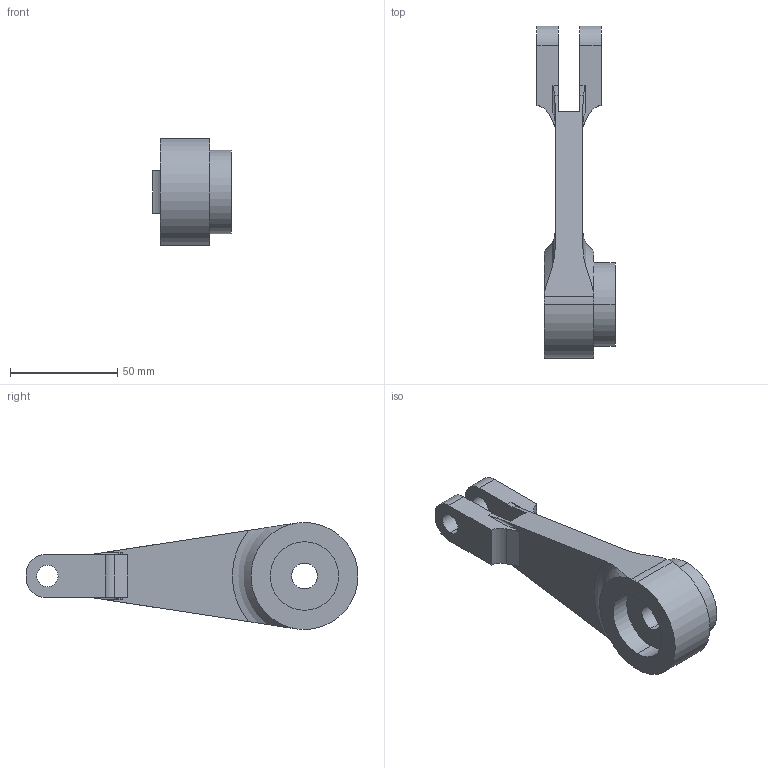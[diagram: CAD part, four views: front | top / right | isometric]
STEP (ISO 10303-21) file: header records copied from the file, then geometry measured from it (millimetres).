
FILE_DESCRIPTION (( 'STEP AP203' ), '1' );
FILE_NAME ('SC_R.STEP', '2025-12-04T07:49:33', ( '' ), ( '' ), 'SwSTEP 2.0', 'SolidWorks 2024', '' );
FILE_SCHEMA (( 'CONFIG_CONTROL_DESIGN' ));
Length unit declared in the file: millimetre
Products named in the file (1): SC_R
Bounding box: 36.5 x 155 x 50 mm (x, y, z)
Volume: 86891.2 mm3; surface area: 22292.4 mm2
Topology: 1 solids, 1 shells, 57 faces, 152 edges, 100 vertices
Faces by surface type: cylinder 33, plane 22, torus 2
Entity records: 1965 total; most frequent: CARTESIAN_POINT 434, DIRECTION 306, ORIENTED_EDGE 304, EDGE_CURVE 152, AXIS2_PLACEMENT_3D 112, VERTEX_POINT 100, VECTOR 82, LINE 82
